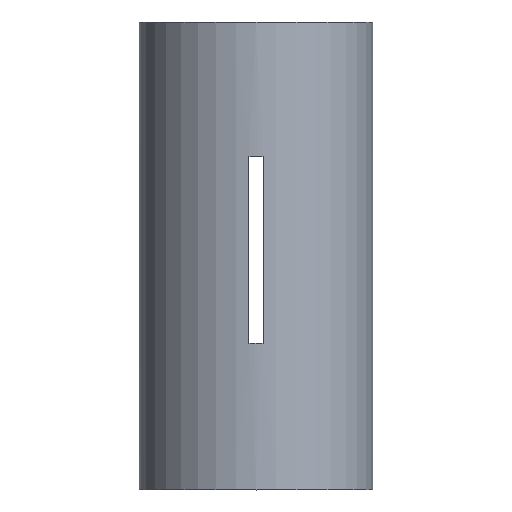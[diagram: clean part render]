
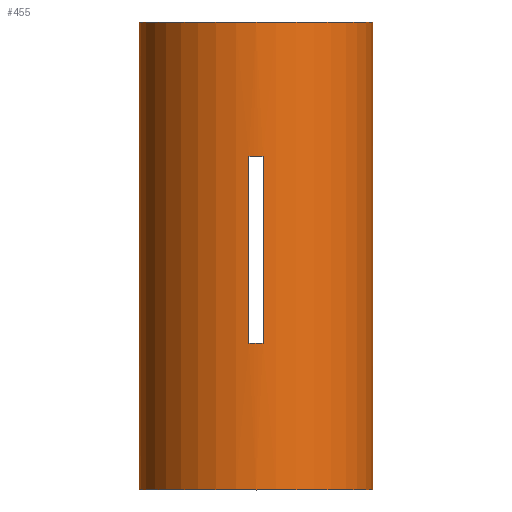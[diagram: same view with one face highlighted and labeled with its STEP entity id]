
A CAD part, top view. The second image highlights one B-rep face of the part: STEP entity #455.
In plain terms, the highlighted cylindrical face has radius 25 mm (diameter 50 mm), a partial arc.
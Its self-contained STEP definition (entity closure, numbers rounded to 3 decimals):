
#61=CARTESIAN_POINT('Vertex',(25.,0.,0.)) ;
#63=CARTESIAN_POINT('Vertex',(-25.,0.,0.)) ;
#66=CARTESIAN_POINT('Axis2P3D Location',(0.,0.,0.)) ;
#99=CARTESIAN_POINT('Axis2P3D Location',(0.,100.,0.)) ;
#103=CARTESIAN_POINT('Vertex',(-25.,100.,0.)) ;
#105=CARTESIAN_POINT('Vertex',(25.,100.,0.)) ;
#145=CARTESIAN_POINT('Vertex',(1.5,31.25,24.955)) ;
#150=CARTESIAN_POINT('Line Origine',(1.5,51.25,24.955)) ;
#154=CARTESIAN_POINT('Vertex',(1.5,71.25,24.955)) ;
#181=CARTESIAN_POINT('Axis2P3D Location',(0.,71.25,0.)) ;
#185=CARTESIAN_POINT('Vertex',(-1.5,71.25,24.955)) ;
#216=CARTESIAN_POINT('Vertex',(-1.5,31.25,24.955)) ;
#221=CARTESIAN_POINT('Axis2P3D Location',(0.,31.25,0.)) ;
#243=CARTESIAN_POINT('Line Origine',(-1.5,51.25,24.955)) ;
#364=CARTESIAN_POINT('Axis2P3D Location',(0.,50.,0.)) ;
#369=CARTESIAN_POINT('Line Origine',(-25.,50.,0.)) ;
#373=CARTESIAN_POINT('Vertex',(-25.,30.,0.)) ;
#376=CARTESIAN_POINT('Line Origine',(25.,50.,0.)) ;
#380=CARTESIAN_POINT('Vertex',(25.,30.,0.)) ;
#383=CARTESIAN_POINT('Axis2P3D Location',(0.,30.,0.)) ;
#387=CARTESIAN_POINT('Vertex',(24.955,30.,1.5)) ;
#390=CARTESIAN_POINT('Line Origine',(24.955,50.,1.5)) ;
#394=CARTESIAN_POINT('Vertex',(24.955,70.,1.5)) ;
#397=CARTESIAN_POINT('Axis2P3D Location',(0.,70.,0.)) ;
#401=CARTESIAN_POINT('Vertex',(25.,70.,0.)) ;
#404=CARTESIAN_POINT('Line Origine',(25.,50.,0.)) ;
#409=CARTESIAN_POINT('Line Origine',(-25.,50.,0.)) ;
#413=CARTESIAN_POINT('Vertex',(-25.,70.,0.)) ;
#416=CARTESIAN_POINT('Axis2P3D Location',(0.,70.,0.)) ;
#420=CARTESIAN_POINT('Vertex',(-24.955,70.,1.5)) ;
#423=CARTESIAN_POINT('Line Origine',(-24.955,50.,1.5)) ;
#427=CARTESIAN_POINT('Vertex',(-24.955,30.,1.5)) ;
#430=CARTESIAN_POINT('Axis2P3D Location',(0.,30.,0.)) ;
#67=DIRECTION('Axis2P3D Direction',(0.,1.,-0.)) ;
#100=DIRECTION('Axis2P3D Direction',(0.,1.,-0.)) ;
#151=DIRECTION('Vector Direction',(0.,-1.,0.)) ;
#182=DIRECTION('Axis2P3D Direction',(-0.,1.,0.)) ;
#222=DIRECTION('Axis2P3D Direction',(-0.,-1.,-0.)) ;
#244=DIRECTION('Vector Direction',(0.,1.,0.)) ;
#365=DIRECTION('Axis2P3D Direction',(0.,1.,0.)) ;
#366=DIRECTION('Axis2P3D XDirection',(-1.,0.,0.)) ;
#370=DIRECTION('Vector Direction',(0.,1.,0.)) ;
#377=DIRECTION('Vector Direction',(0.,1.,0.)) ;
#384=DIRECTION('Axis2P3D Direction',(0.,1.,0.)) ;
#391=DIRECTION('Vector Direction',(0.,1.,0.)) ;
#398=DIRECTION('Axis2P3D Direction',(0.,1.,0.)) ;
#405=DIRECTION('Vector Direction',(0.,1.,0.)) ;
#410=DIRECTION('Vector Direction',(0.,1.,0.)) ;
#417=DIRECTION('Axis2P3D Direction',(0.,1.,0.)) ;
#424=DIRECTION('Vector Direction',(0.,1.,0.)) ;
#431=DIRECTION('Axis2P3D Direction',(0.,1.,0.)) ;
#68=AXIS2_PLACEMENT_3D('Circle Axis2P3D',#66,#67,$) ;
#101=AXIS2_PLACEMENT_3D('Circle Axis2P3D',#99,#100,$) ;
#183=AXIS2_PLACEMENT_3D('Circle Axis2P3D',#181,#182,$) ;
#223=AXIS2_PLACEMENT_3D('Circle Axis2P3D',#221,#222,$) ;
#367=AXIS2_PLACEMENT_3D('Cylinder Axis2P3D',#364,#365,#366) ;
#385=AXIS2_PLACEMENT_3D('Circle Axis2P3D',#383,#384,$) ;
#399=AXIS2_PLACEMENT_3D('Circle Axis2P3D',#397,#398,$) ;
#418=AXIS2_PLACEMENT_3D('Circle Axis2P3D',#416,#417,$) ;
#432=AXIS2_PLACEMENT_3D('Circle Axis2P3D',#430,#431,$) ;
#436=ORIENTED_EDGE('',*,*,#375,.F.) ;
#437=ORIENTED_EDGE('',*,*,#70,.T.) ;
#438=ORIENTED_EDGE('',*,*,#382,.T.) ;
#439=ORIENTED_EDGE('',*,*,#389,.T.) ;
#440=ORIENTED_EDGE('',*,*,#396,.T.) ;
#441=ORIENTED_EDGE('',*,*,#403,.T.) ;
#442=ORIENTED_EDGE('',*,*,#408,.T.) ;
#443=ORIENTED_EDGE('',*,*,#107,.F.) ;
#444=ORIENTED_EDGE('',*,*,#415,.F.) ;
#445=ORIENTED_EDGE('',*,*,#422,.T.) ;
#446=ORIENTED_EDGE('',*,*,#429,.F.) ;
#447=ORIENTED_EDGE('',*,*,#434,.T.) ;
#450=ORIENTED_EDGE('',*,*,#225,.T.) ;
#451=ORIENTED_EDGE('',*,*,#247,.T.) ;
#452=ORIENTED_EDGE('',*,*,#187,.T.) ;
#453=ORIENTED_EDGE('',*,*,#156,.T.) ;
#454=FACE_BOUND('',#449,.T.) ;
#152=VECTOR('Line Direction',#151,1.) ;
#245=VECTOR('Line Direction',#244,1.) ;
#371=VECTOR('Line Direction',#370,1.) ;
#378=VECTOR('Line Direction',#377,1.) ;
#392=VECTOR('Line Direction',#391,1.) ;
#406=VECTOR('Line Direction',#405,1.) ;
#411=VECTOR('Line Direction',#410,1.) ;
#425=VECTOR('Line Direction',#424,1.) ;
#455=ADVANCED_FACE('PartBody',(#448,#454),#368,.T.) ;
#69=CIRCLE('generated circle',#68,25.) ;
#102=CIRCLE('generated circle',#101,25.) ;
#184=CIRCLE('generated circle',#183,25.) ;
#224=CIRCLE('generated circle',#223,25.) ;
#386=CIRCLE('generated circle',#385,25.) ;
#400=CIRCLE('generated circle',#399,25.) ;
#419=CIRCLE('generated circle',#418,25.) ;
#433=CIRCLE('generated circle',#432,25.) ;
#368=CYLINDRICAL_SURFACE('generated cylinder',#367,25.) ;
#70=EDGE_CURVE('',#64,#62,#69,.T.) ;
#107=EDGE_CURVE('',#104,#106,#102,.T.) ;
#156=EDGE_CURVE('',#155,#146,#153,.T.) ;
#187=EDGE_CURVE('',#186,#155,#184,.T.) ;
#225=EDGE_CURVE('',#146,#217,#224,.T.) ;
#247=EDGE_CURVE('',#217,#186,#246,.T.) ;
#375=EDGE_CURVE('',#64,#374,#372,.T.) ;
#382=EDGE_CURVE('',#62,#381,#379,.T.) ;
#389=EDGE_CURVE('',#381,#388,#386,.F.) ;
#396=EDGE_CURVE('',#388,#395,#393,.T.) ;
#403=EDGE_CURVE('',#395,#402,#400,.T.) ;
#408=EDGE_CURVE('',#402,#106,#407,.T.) ;
#415=EDGE_CURVE('',#414,#104,#412,.T.) ;
#422=EDGE_CURVE('',#414,#421,#419,.T.) ;
#429=EDGE_CURVE('',#428,#421,#426,.T.) ;
#434=EDGE_CURVE('',#428,#374,#433,.F.) ;
#435=EDGE_LOOP('',(#436,#437,#438,#439,#440,#441,#442,#443,#444,#445,#446,#447)) ;
#449=EDGE_LOOP('',(#450,#451,#452,#453)) ;
#448=FACE_OUTER_BOUND('',#435,.T.) ;
#153=LINE('Line',#150,#152) ;
#246=LINE('Line',#243,#245) ;
#372=LINE('Line',#369,#371) ;
#379=LINE('Line',#376,#378) ;
#393=LINE('Line',#390,#392) ;
#407=LINE('Line',#404,#406) ;
#412=LINE('Line',#409,#411) ;
#426=LINE('Line',#423,#425) ;
#62=VERTEX_POINT('',#61) ;
#64=VERTEX_POINT('',#63) ;
#104=VERTEX_POINT('',#103) ;
#106=VERTEX_POINT('',#105) ;
#146=VERTEX_POINT('',#145) ;
#155=VERTEX_POINT('',#154) ;
#186=VERTEX_POINT('',#185) ;
#217=VERTEX_POINT('',#216) ;
#374=VERTEX_POINT('',#373) ;
#381=VERTEX_POINT('',#380) ;
#388=VERTEX_POINT('',#387) ;
#395=VERTEX_POINT('',#394) ;
#402=VERTEX_POINT('',#401) ;
#414=VERTEX_POINT('',#413) ;
#421=VERTEX_POINT('',#420) ;
#428=VERTEX_POINT('',#427) ;
